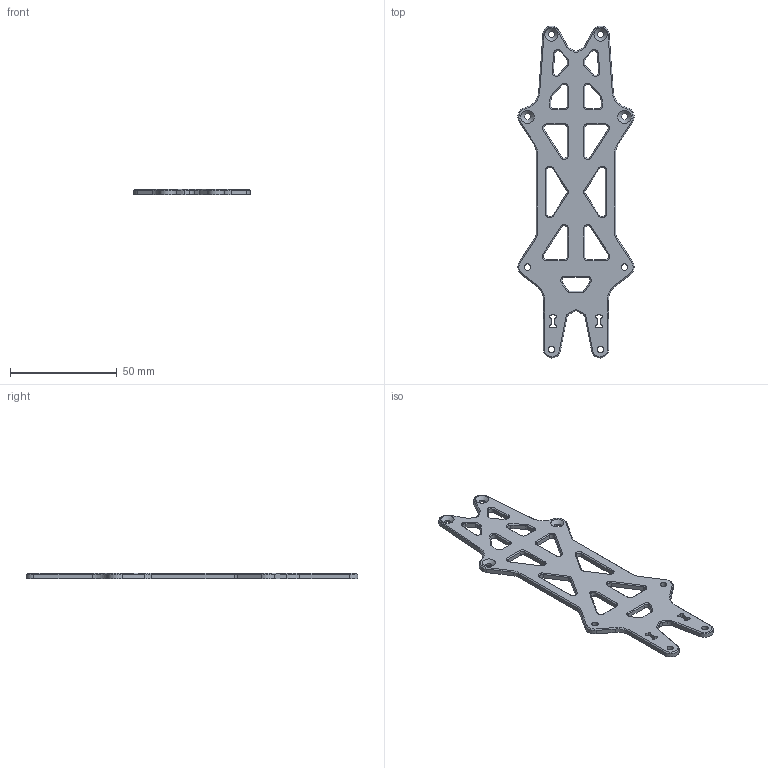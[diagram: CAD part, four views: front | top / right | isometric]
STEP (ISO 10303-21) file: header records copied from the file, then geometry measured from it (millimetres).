
FILE_DESCRIPTION(/* description */ (''),/* implementation_level */ '2;1');
FILE_NAME(/* name */ 'cult-top-2.5mm.step',/* time_stamp */ '2021-11-15T09:22:01+01:00',/* author */ (''),/* organization */ (''),/* preprocessor_version */ 'ST-DEVELOPER v18.1',/* originating_system */ 'Autodesk Translation Framework v10.10.0.1391',/* authorisation */ '');
FILE_SCHEMA (('AUTOMOTIVE_DESIGN { 1 0 10303 214 3 1 1 }'));
Length unit declared in the file: millimetre
Products named in the file (1): top plate
Bounding box: 54.46 x 155.6 x 2.5 mm (x, y, z)
Volume: 10694.6 mm3; surface area: 10919.1 mm2
Topology: 1 solids, 1 shells, 266 faces, 670 edges, 406 vertices
Faces by surface type: plane 126, cylinder 76, cone 64
Full cylindrical faces by diameter (mm): 3 x8
Entity records: 8001 total; most frequent: DIRECTION 1418, CARTESIAN_POINT 1361, ORIENTED_EDGE 1340, EDGE_CURVE 670, AXIS2_PLACEMENT_3D 483, LINE 452, VECTOR 452, VERTEX_POINT 406
